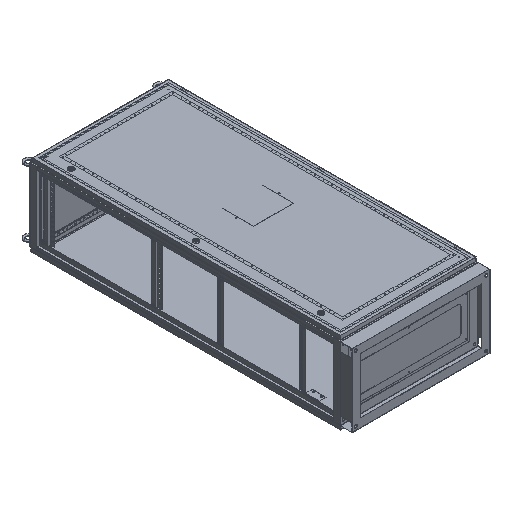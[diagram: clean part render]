
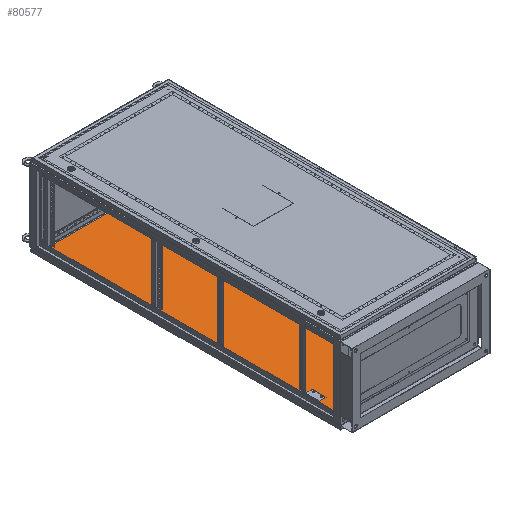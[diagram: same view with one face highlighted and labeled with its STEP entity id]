
A CAD part, isometric view. The second image highlights one B-rep face of the part: STEP entity #80577.
In plain terms, the highlighted face is planar.
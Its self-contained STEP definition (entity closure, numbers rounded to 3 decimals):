
#2759 = CARTESIAN_POINT ( 'NONE',  ( 0., -866., -1.5 ) ) ;
#6837 = LINE ( 'NONE', #13605, #25737 ) ;
#8941 = DIRECTION ( 'NONE',  ( 1., 0., 0. ) ) ;
#10439 = VECTOR ( 'NONE', #17554, 1000. ) ;
#12209 = VERTEX_POINT ( 'NONE', #26310 ) ;
#12959 = VECTOR ( 'NONE', #74074, 1000. ) ;
#13605 = CARTESIAN_POINT ( 'NONE',  ( -366., 433., -1.5 ) ) ;
#16061 = CARTESIAN_POINT ( 'NONE',  ( 0., 866., -1.5 ) ) ;
#16621 = FACE_OUTER_BOUND ( 'NONE', #28436, .T. ) ;
#17518 = CARTESIAN_POINT ( 'NONE',  ( 0., 0., -1.5 ) ) ;
#17554 = DIRECTION ( 'NONE',  ( -1., 0., 0. ) ) ;
#18357 = CARTESIAN_POINT ( 'NONE',  ( -0.5, -858., -1.5 ) ) ;
#19317 = VECTOR ( 'NONE', #64314, 1000. ) ;
#19612 = DIRECTION ( 'NONE',  ( 0., -1., 0. ) ) ;
#21138 = VERTEX_POINT ( 'NONE', #22207 ) ;
#21544 = LINE ( 'NONE', #57207, #19317 ) ;
#22207 = CARTESIAN_POINT ( 'NONE',  ( 0.5, -858., -1.5 ) ) ;
#22346 = ORIENTED_EDGE ( 'NONE', *, *, #34963, .T. ) ;
#22916 = ORIENTED_EDGE ( 'NONE', *, *, #32542, .T. ) ;
#23740 = DIRECTION ( 'NONE',  ( -1., 0., 0. ) ) ;
#23787 = ORIENTED_EDGE ( 'NONE', *, *, #35649, .F. ) ;
#24736 = DIRECTION ( 'NONE',  ( 0., -1., 0. ) ) ;
#24769 = ORIENTED_EDGE ( 'NONE', *, *, #32364, .T. ) ;
#25737 = VECTOR ( 'NONE', #49144, 1000. ) ;
#26310 = CARTESIAN_POINT ( 'NONE',  ( 366., 866., -1.5 ) ) ;
#28436 = EDGE_LOOP ( 'NONE', ( #81281, #24769, #22916, #86451, #22346 ) ) ;
#31705 = EDGE_CURVE ( 'NONE', #44581, #82346, #52764, .T. ) ;
#31862 = PLANE ( 'NONE',  #63310 ) ;
#31941 = LINE ( 'NONE', #2759, #12959 ) ;
#32364 = EDGE_CURVE ( 'NONE', #82346, #76828, #6837, .T. ) ;
#32542 = EDGE_CURVE ( 'NONE', #76828, #12209, #69144, .T. ) ;
#33383 = VERTEX_POINT ( 'NONE', #61686 ) ;
#33462 = EDGE_CURVE ( 'NONE', #12209, #33383, #81193, .T. ) ;
#33564 = VERTEX_POINT ( 'NONE', #85219 ) ;
#33750 = VECTOR ( 'NONE', #90844, 1000. ) ;
#34963 = EDGE_CURVE ( 'NONE', #33383, #44581, #31941, .T. ) ;
#35649 = EDGE_CURVE ( 'NONE', #51237, #21138, #49648, .T. ) ;
#36051 = EDGE_CURVE ( 'NONE', #51237, #33564, #54078, .T. ) ;
#36624 = EDGE_CURVE ( 'NONE', #33564, #78144, #21544, .T. ) ;
#36904 = EDGE_CURVE ( 'NONE', #21138, #78144, #72767, .T. ) ;
#39064 = DIRECTION ( 'NONE',  ( 1., 0., 0. ) ) ;
#44581 = VERTEX_POINT ( 'NONE', #79204 ) ;
#45735 = CARTESIAN_POINT ( 'NONE',  ( -366., 0., -1.5 ) ) ;
#47909 = ORIENTED_EDGE ( 'NONE', *, *, #36904, .F. ) ;
#49144 = DIRECTION ( 'NONE',  ( 0., 1., 0. ) ) ;
#49648 = LINE ( 'NONE', #74584, #68527 ) ;
#50655 = CARTESIAN_POINT ( 'NONE',  ( 0.5, -798., -1.5 ) ) ;
#51237 = VERTEX_POINT ( 'NONE', #50655 ) ;
#52451 = CARTESIAN_POINT ( 'NONE',  ( 0.5, -798., -1.5 ) ) ;
#52764 = LINE ( 'NONE', #83711, #33750 ) ;
#53125 = CARTESIAN_POINT ( 'NONE',  ( 0.5, -858., -1.5 ) ) ;
#54078 = LINE ( 'NONE', #52451, #89549 ) ;
#57207 = CARTESIAN_POINT ( 'NONE',  ( -0.5, -858., -1.5 ) ) ;
#61686 = CARTESIAN_POINT ( 'NONE',  ( 366., -866., -1.5 ) ) ;
#63310 = AXIS2_PLACEMENT_3D ( 'NONE', #17518, #81617, #39064 ) ;
#64314 = DIRECTION ( 'NONE',  ( 0., -1., 0. ) ) ;
#64732 = VECTOR ( 'NONE', #8941, 1000. ) ;
#68527 = VECTOR ( 'NONE', #24736, 1000. ) ;
#69144 = LINE ( 'NONE', #16061, #64732 ) ;
#69271 = ORIENTED_EDGE ( 'NONE', *, *, #36051, .T. ) ;
#69359 = EDGE_LOOP ( 'NONE', ( #23787, #69271, #80831, #47909 ) ) ;
#72767 = LINE ( 'NONE', #53125, #10439 ) ;
#74074 = DIRECTION ( 'NONE',  ( -1., 0., 0. ) ) ;
#74584 = CARTESIAN_POINT ( 'NONE',  ( 0.5, -858., -1.5 ) ) ;
#76633 = CARTESIAN_POINT ( 'NONE',  ( 366., 0., -1.5 ) ) ;
#76828 = VERTEX_POINT ( 'NONE', #87628 ) ;
#78144 = VERTEX_POINT ( 'NONE', #18357 ) ;
#79021 = VECTOR ( 'NONE', #19612, 1000. ) ;
#79204 = CARTESIAN_POINT ( 'NONE',  ( -366., -866., -1.5 ) ) ;
#80577 = ADVANCED_FACE ( 'NONE', ( #16621, #92265 ), #31862, .F. ) ;
#80831 = ORIENTED_EDGE ( 'NONE', *, *, #36624, .T. ) ;
#81193 = LINE ( 'NONE', #76633, #79021 ) ;
#81281 = ORIENTED_EDGE ( 'NONE', *, *, #31705, .T. ) ;
#81617 = DIRECTION ( 'NONE',  ( 0., 0., 1. ) ) ;
#82346 = VERTEX_POINT ( 'NONE', #45735 ) ;
#83711 = CARTESIAN_POINT ( 'NONE',  ( -366., -433., -1.5 ) ) ;
#85219 = CARTESIAN_POINT ( 'NONE',  ( -0.5, -798., -1.5 ) ) ;
#86451 = ORIENTED_EDGE ( 'NONE', *, *, #33462, .T. ) ;
#87628 = CARTESIAN_POINT ( 'NONE',  ( -366., 866., -1.5 ) ) ;
#89549 = VECTOR ( 'NONE', #23740, 1000. ) ;
#90844 = DIRECTION ( 'NONE',  ( 0., 1., 0. ) ) ;
#92265 = FACE_BOUND ( 'NONE', #69359, .T. ) ;
